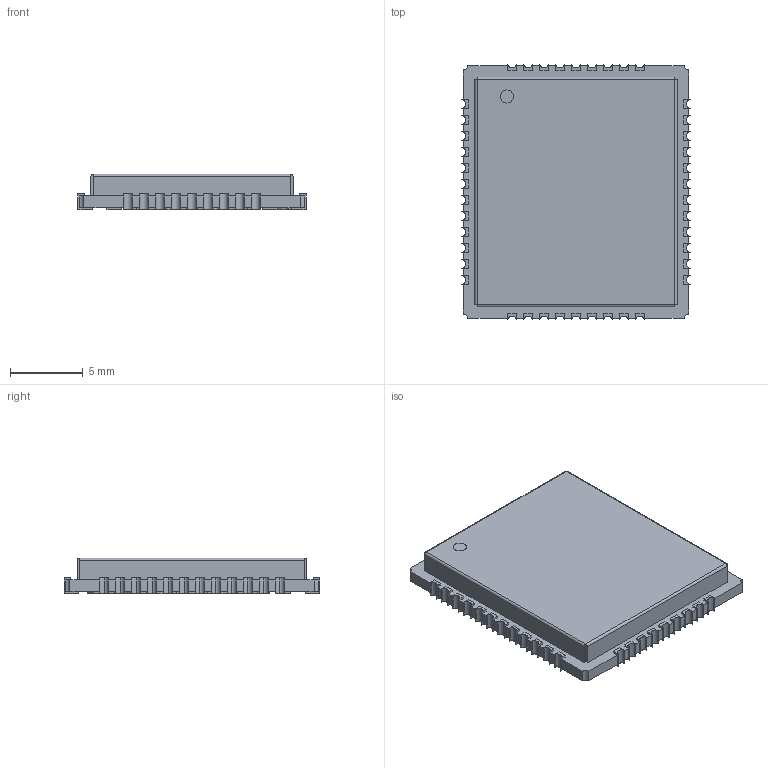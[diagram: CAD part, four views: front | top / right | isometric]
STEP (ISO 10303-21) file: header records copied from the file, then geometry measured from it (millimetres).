
FILE_DESCRIPTION (( 'STEP AP214' ), '1' );
FILE_NAME ('SIM868.STEP', '2023-09-01T09:49:49', ( '' ), ( '' ), 'SwSTEP 2.0', 'SolidWorks 2016', '' );
FILE_SCHEMA (( 'AUTOMOTIVE_DESIGN' ));
Length unit declared in the file: millimetre
Products named in the file (1): SIM868
Bounding box: 15.7 x 17.6 x 2.45 mm (x, y, z)
Volume: 560.3 mm3; surface area: 754.3 mm2
Topology: 1 solids, 1 shells, 559 faces, 1549 edges, 1030 vertices
Faces by surface type: plane 493, cylinder 66
Entity records: 19715 total; most frequent: CARTESIAN_POINT 3139, ORIENTED_EDGE 3098, DIRECTION 2801, EDGE_CURVE 1549, VECTOR 1417, LINE 1417, VERTEX_POINT 1030, AXIS2_PLACEMENT_3D 692
